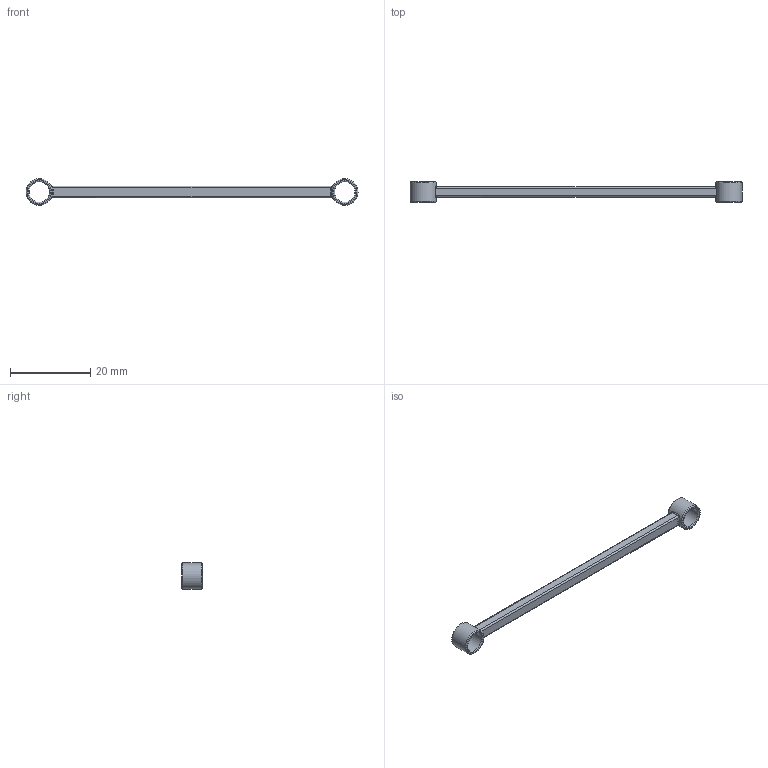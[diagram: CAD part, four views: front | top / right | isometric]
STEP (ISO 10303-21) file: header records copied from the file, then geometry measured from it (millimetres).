
FILE_DESCRIPTION(('FreeCAD Model'),'2;1');
FILE_NAME('S2.stp','2017-12-12T12:19:09', ('FreeCAD'),('FreeCAD'),'Open CASCADE STEP processor 6.9','FreeCAD', 'Unknown');
FILE_SCHEMA(('AUTOMOTIVE_DESIGN { 1 0 10303 214 1 1 1 1 }'));
Length unit declared in the file: millimetre
Products named in the file (1): Open CASCADE STEP translator 6.9 3
Bounding box: 82.8 x 5.08 x 6.6 mm (x, y, z)
Volume: 654.3 mm3; surface area: 1118.9 mm2
Topology: 1 solids, 1 shells, 42 faces, 91 edges, 52 vertices
Faces by surface type: torus 14, cylinder 12, plane 8, bspline 8
Full cylindrical faces by diameter (mm): 5.08 x2, 6.604 x2
Entity records: 4497 total; most frequent: CARTESIAN_POINT 2776, DIRECTION 296, ORIENTED_EDGE 182, PCURVE 182, DEFINITIONAL_REPRESENTATION 182, LINE 121, VECTOR 121, EDGE_CURVE 91
